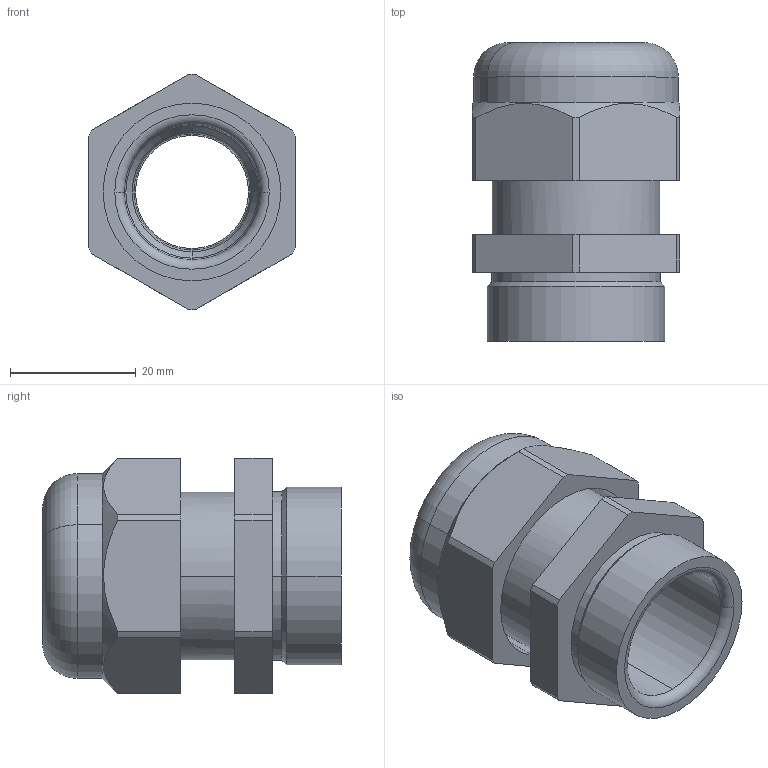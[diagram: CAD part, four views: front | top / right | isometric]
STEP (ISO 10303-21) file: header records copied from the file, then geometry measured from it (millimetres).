
FILE_DESCRIPTION (( 'STEP AP214' ), '1' );
FILE_NAME ('2024764.stp', '2019-09-24T08:33:51', ( '' ), ( '' ), 'SwSTEP 2.0', 'SolidWorks 2018', '' );
FILE_SCHEMA (( 'AUTOMOTIVE_DESIGN' ));
Length unit declared in the file: millimetre
Products named in the file (4): EV111-21-01_Gewindedarstellung; 2024764; EV501_PG21; EV131-21-02_Pg21 Standard Gewinde
Assembly tree (3 placements, depth 2):
  2024764
    EV111-21-01_Gewindedarstellung
    EV501_PG21
    EV131-21-02_Pg21 Standard Gewinde
Bounding box: 33 x 47.6 x 37.5 mm (x, y, z)
Volume: 18620.6 mm3; surface area: 15073.1 mm2
Topology: 3 solids, 3 shells, 222 faces, 615 edges, 402 vertices
Faces by surface type: plane 69, cylinder 67, torus 60, cone 26
Entity records: 7875 total; most frequent: CARTESIAN_POINT 2056, ORIENTED_EDGE 1230, DIRECTION 1177, EDGE_CURVE 615, AXIS2_PLACEMENT_3D 471, VERTEX_POINT 402, CIRCLE 243, VECTOR 235
